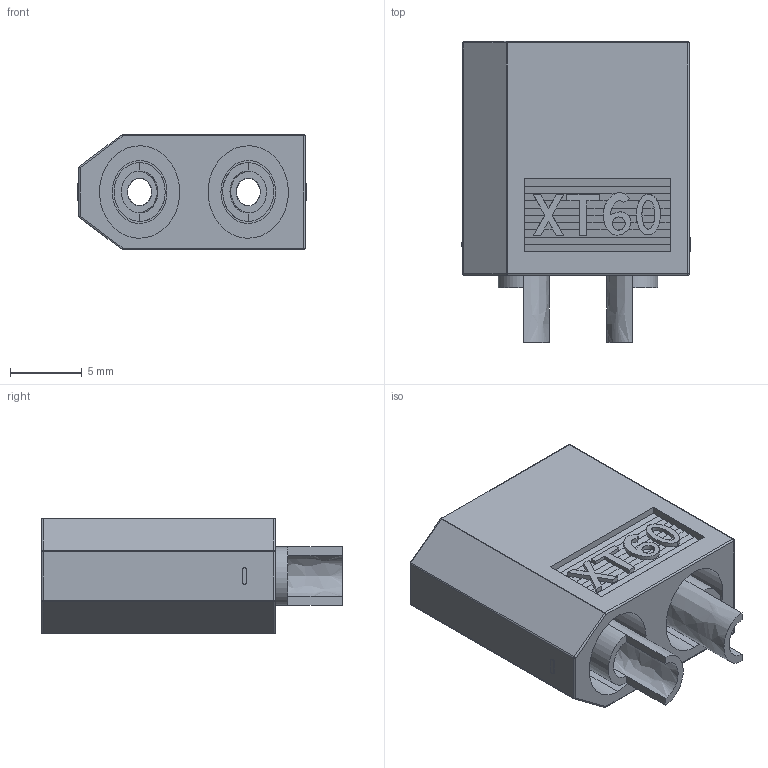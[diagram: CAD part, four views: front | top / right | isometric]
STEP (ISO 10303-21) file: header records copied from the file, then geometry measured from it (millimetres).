
FILE_DESCRIPTION (( 'STEP AP214' ), '1' );
FILE_NAME ('XT60_male_connector.STEP', '2025-05-27T14:01:29', ( '' ), ( '' ), 'SwSTEP 2.0', 'SolidWorks 2025', '' );
FILE_SCHEMA (( 'AUTOMOTIVE_DESIGN' ));
Length unit declared in the file: inch
Products named in the file (1): XT60_male_connector_default
Bounding box: 15.95 x 20.93 x 8.06 mm (x, y, z)
Volume: 1085.9 mm3; surface area: 2127.2 mm2
Topology: 1 solids, 1 shells, 409 faces, 1126 edges, 722 vertices
Faces by surface type: plane 304, bspline 94, cylinder 11
Entity records: 13796 total; most frequent: CARTESIAN_POINT 4521, ORIENTED_EDGE 2228, DIRECTION 1493, EDGE_CURVE 1114, LINE 835, VECTOR 835, VERTEX_POINT 722, EDGE_LOOP 428
